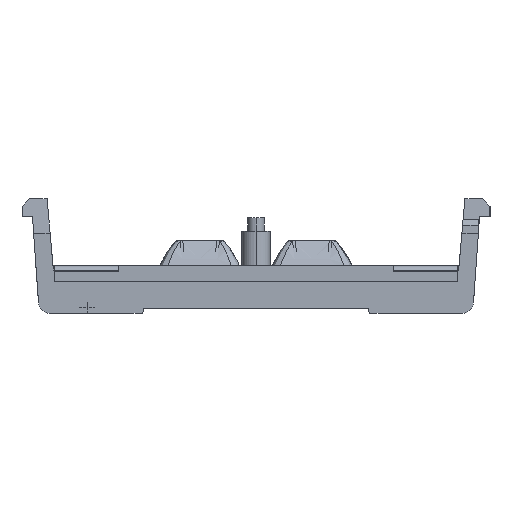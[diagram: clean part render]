
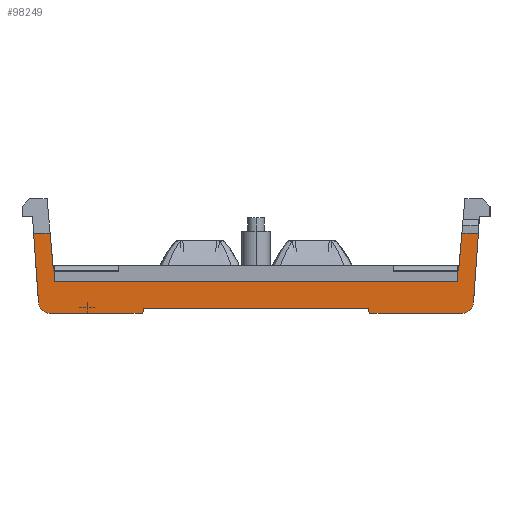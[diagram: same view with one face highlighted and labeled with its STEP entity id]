
A CAD part, left-side view. The second image highlights one B-rep face of the part: STEP entity #98249.
In plain terms, the highlighted planar face has unit normal (-1, 0, 0).
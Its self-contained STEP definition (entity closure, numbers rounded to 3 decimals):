
#1717=DIRECTION('',(0.,1.,0.));
#1718=VECTOR('',#1717,1.466);
#1719=CARTESIAN_POINT('',(-140.4,-19.765,8.902));
#1720=LINE('',#1719,#1718);
#1721=DIRECTION('',(0.,-0.087,-0.996));
#1722=VECTOR('',#1721,2.889);
#1723=CARTESIAN_POINT('',(-140.4,18.299,8.902));
#1724=LINE('',#1723,#1722);
#1725=DIRECTION('',(0.,0.,-1.));
#1726=VECTOR('',#1725,1.372);
#1727=CARTESIAN_POINT('',(-140.4,17.919,6.024));
#1728=LINE('',#1727,#1726);
#1729=DIRECTION('',(0.,-1.,0.));
#1730=VECTOR('',#1729,35.837);
#1731=CARTESIAN_POINT('',(-140.4,17.919,4.652));
#1732=LINE('',#1731,#1730);
#1733=DIRECTION('',(0.,-0.087,0.996));
#1734=VECTOR('',#1733,2.889);
#1735=CARTESIAN_POINT('',(-140.4,-18.047,6.024));
#1736=LINE('',#1735,#1734);
#1737=DIRECTION('',(0.,0.07,-0.998));
#1738=VECTOR('',#1737,6.185);
#1739=CARTESIAN_POINT('',(-140.4,-19.765,8.902));
#1740=LINE('',#1739,#1738);
#1741=CARTESIAN_POINT('',(-140.4,-18.336,2.802));
#1742=DIRECTION('',(1.,0.,0.));
#1743=DIRECTION('',(0.,-0.998,-0.07));
#1744=AXIS2_PLACEMENT_3D('',#1741,#1742,#1743);
#1746=CARTESIAN_POINT('',(-140.4,-10.25,2.022));
#1747=DIRECTION('',(1.,0.,0.));
#1748=DIRECTION('',(0.,0.475,-0.88));
#1749=AXIS2_PLACEMENT_3D('',#1746,#1747,#1748);
#1751=CARTESIAN_POINT('',(-140.4,10.25,2.022));
#1752=DIRECTION('',(1.,0.,0.));
#1753=DIRECTION('',(0.,-1.,0.));
#1754=AXIS2_PLACEMENT_3D('',#1751,#1752,#1753);
#1756=CARTESIAN_POINT('',(-140.4,18.336,2.802));
#1757=DIRECTION('',(1.,0.,0.));
#1758=DIRECTION('',(0.,0.,-1.));
#1759=AXIS2_PLACEMENT_3D('',#1756,#1757,#1758);
#1761=DIRECTION('',(0.,0.07,0.998));
#1762=VECTOR('',#1761,6.185);
#1763=CARTESIAN_POINT('',(-140.4,19.334,2.732));
#1764=LINE('',#1763,#1762);
#1777=DIRECTION('',(0.,1.,0.));
#1778=VECTOR('',#1777,1.466);
#1779=CARTESIAN_POINT('',(-140.4,18.299,8.902));
#1780=LINE('',#1779,#1778);
#11329=DIRECTION('',(0.,-1.,0.));
#11330=VECTOR('',#11329,8.205);
#11331=CARTESIAN_POINT('',(-140.4,18.336,1.802));
#11332=LINE('',#11331,#11330);
#11355=DIRECTION('',(0.,0.,1.));
#11356=VECTOR('',#11355,0.25);
#11357=CARTESIAN_POINT('',(-140.4,10.,2.022));
#11358=LINE('',#11357,#11356);
#11375=DIRECTION('',(0.,-1.,0.));
#11376=VECTOR('',#11375,20.);
#11377=CARTESIAN_POINT('',(-140.4,10.,2.272));
#11378=LINE('',#11377,#11376);
#11379=DIRECTION('',(0.,0.,-1.));
#11380=VECTOR('',#11379,0.25);
#11381=CARTESIAN_POINT('',(-140.4,-10.,2.272));
#11382=LINE('',#11381,#11380);
#11399=DIRECTION('',(0.,-1.,0.));
#11400=VECTOR('',#11399,8.205);
#11401=CARTESIAN_POINT('',(-140.4,-10.131,1.802));
#11402=LINE('',#11401,#11400);
#49937=DIRECTION('',(0.,1.,0.));
#49938=VECTOR('',#49937,0.129);
#49939=CARTESIAN_POINT('',(-140.4,17.919,6.024));
#49940=LINE('',#49939,#49938);
#49997=DIRECTION('',(0.,0.,-1.));
#49998=VECTOR('',#49997,1.372);
#49999=CARTESIAN_POINT('',(-140.4,-17.919,6.024));
#50000=LINE('',#49999,#49998);
#50039=DIRECTION('',(0.,1.,0.));
#50040=VECTOR('',#50039,0.129);
#50041=CARTESIAN_POINT('',(-140.4,-18.047,6.024));
#50042=LINE('',#50041,#50040);
#87513=CARTESIAN_POINT('',(-140.4,-18.299,8.902));
#87514=VERTEX_POINT('',#87513);
#87515=CARTESIAN_POINT('',(-140.4,-18.047,6.024));
#87516=VERTEX_POINT('',#87515);
#87760=CARTESIAN_POINT('',(-140.4,-19.334,2.732));
#87761=VERTEX_POINT('',#87760);
#87762=CARTESIAN_POINT('',(-140.4,-19.765,8.902));
#87763=VERTEX_POINT('',#87762);
#87818=CARTESIAN_POINT('',(-140.4,18.299,8.902));
#87819=CARTESIAN_POINT('',(-140.4,19.765,8.902));
#87820=VERTEX_POINT('',#87818);
#87821=VERTEX_POINT('',#87819);
#87822=CARTESIAN_POINT('',(-140.4,18.047,6.024));
#87823=VERTEX_POINT('',#87822);
#87824=CARTESIAN_POINT('',(-140.4,17.919,6.024));
#87825=VERTEX_POINT('',#87824);
#87826=CARTESIAN_POINT('',(-140.4,17.919,4.652));
#87827=VERTEX_POINT('',#87826);
#87828=CARTESIAN_POINT('',(-140.4,-17.919,4.652));
#87829=VERTEX_POINT('',#87828);
#87830=CARTESIAN_POINT('',(-140.4,-17.919,6.024));
#87831=VERTEX_POINT('',#87830);
#87832=CARTESIAN_POINT('',(-140.4,-18.336,1.802));
#87833=VERTEX_POINT('',#87832);
#87834=CARTESIAN_POINT('',(-140.4,-10.131,1.802));
#87835=VERTEX_POINT('',#87834);
#87836=CARTESIAN_POINT('',(-140.4,-10.,2.022));
#87837=VERTEX_POINT('',#87836);
#87838=CARTESIAN_POINT('',(-140.4,-10.,2.272));
#87839=VERTEX_POINT('',#87838);
#87840=CARTESIAN_POINT('',(-140.4,10.,2.272));
#87841=VERTEX_POINT('',#87840);
#87842=CARTESIAN_POINT('',(-140.4,10.,2.022));
#87843=VERTEX_POINT('',#87842);
#87844=CARTESIAN_POINT('',(-140.4,10.131,1.802));
#87845=VERTEX_POINT('',#87844);
#87846=CARTESIAN_POINT('',(-140.4,18.336,1.802));
#87847=VERTEX_POINT('',#87846);
#87848=CARTESIAN_POINT('',(-140.4,19.334,2.732));
#87849=VERTEX_POINT('',#87848);
#98205=CARTESIAN_POINT('',(-140.4,36.395,-82.988));
#98206=DIRECTION('',(-1.,0.,0.));
#98207=DIRECTION('',(0.,0.,1.));
#98208=AXIS2_PLACEMENT_3D('',#98205,#98206,#98207);
#98209=PLANE('',#98208);
#98211=ORIENTED_EDGE('',*,*,#98210,.F.);
#98213=ORIENTED_EDGE('',*,*,#98212,.T.);
#98215=ORIENTED_EDGE('',*,*,#98214,.F.);
#98217=ORIENTED_EDGE('',*,*,#98216,.T.);
#98219=ORIENTED_EDGE('',*,*,#98218,.T.);
#98221=ORIENTED_EDGE('',*,*,#98220,.F.);
#98223=ORIENTED_EDGE('',*,*,#98222,.F.);
#98224=ORIENTED_EDGE('',*,*,#97287,.T.);
#98225=ORIENTED_EDGE('',*,*,#98200,.F.);
#98226=ORIENTED_EDGE('',*,*,#97840,.T.);
#98228=ORIENTED_EDGE('',*,*,#98227,.T.);
#98230=ORIENTED_EDGE('',*,*,#98229,.F.);
#98232=ORIENTED_EDGE('',*,*,#98231,.T.);
#98234=ORIENTED_EDGE('',*,*,#98233,.F.);
#98236=ORIENTED_EDGE('',*,*,#98235,.F.);
#98238=ORIENTED_EDGE('',*,*,#98237,.F.);
#98240=ORIENTED_EDGE('',*,*,#98239,.T.);
#98242=ORIENTED_EDGE('',*,*,#98241,.F.);
#98244=ORIENTED_EDGE('',*,*,#98243,.T.);
#98246=ORIENTED_EDGE('',*,*,#98245,.T.);
#98247=EDGE_LOOP('',(#98211,#98213,#98215,#98217,#98219,#98221,#98223,#98224,
#98225,#98226,#98228,#98230,#98232,#98234,#98236,#98238,#98240,#98242,#98244,
#98246));
#98248=FACE_OUTER_BOUND('',#98247,.F.);
#98249=ADVANCED_FACE('',(#98248),#98209,.T.);
#1745=CIRCLE('',#1744,1.);
#1750=CIRCLE('',#1749,0.25);
#1755=CIRCLE('',#1754,0.25);
#1760=CIRCLE('',#1759,1.);
#97287=EDGE_CURVE('',#87516,#87514,#1736,.T.);
#97840=EDGE_CURVE('',#87763,#87761,#1740,.T.);
#98200=EDGE_CURVE('',#87763,#87514,#1720,.T.);
#98210=EDGE_CURVE('',#87820,#87821,#1780,.T.);
#98212=EDGE_CURVE('',#87820,#87823,#1724,.T.);
#98214=EDGE_CURVE('',#87825,#87823,#49940,.T.);
#98216=EDGE_CURVE('',#87825,#87827,#1728,.T.);
#98218=EDGE_CURVE('',#87827,#87829,#1732,.T.);
#98220=EDGE_CURVE('',#87831,#87829,#50000,.T.);
#98222=EDGE_CURVE('',#87516,#87831,#50042,.T.);
#98227=EDGE_CURVE('',#87761,#87833,#1745,.T.);
#98229=EDGE_CURVE('',#87835,#87833,#11402,.T.);
#98231=EDGE_CURVE('',#87835,#87837,#1750,.T.);
#98233=EDGE_CURVE('',#87839,#87837,#11382,.T.);
#98235=EDGE_CURVE('',#87841,#87839,#11378,.T.);
#98237=EDGE_CURVE('',#87843,#87841,#11358,.T.);
#98239=EDGE_CURVE('',#87843,#87845,#1755,.T.);
#98241=EDGE_CURVE('',#87847,#87845,#11332,.T.);
#98243=EDGE_CURVE('',#87847,#87849,#1760,.T.);
#98245=EDGE_CURVE('',#87849,#87821,#1764,.T.);
